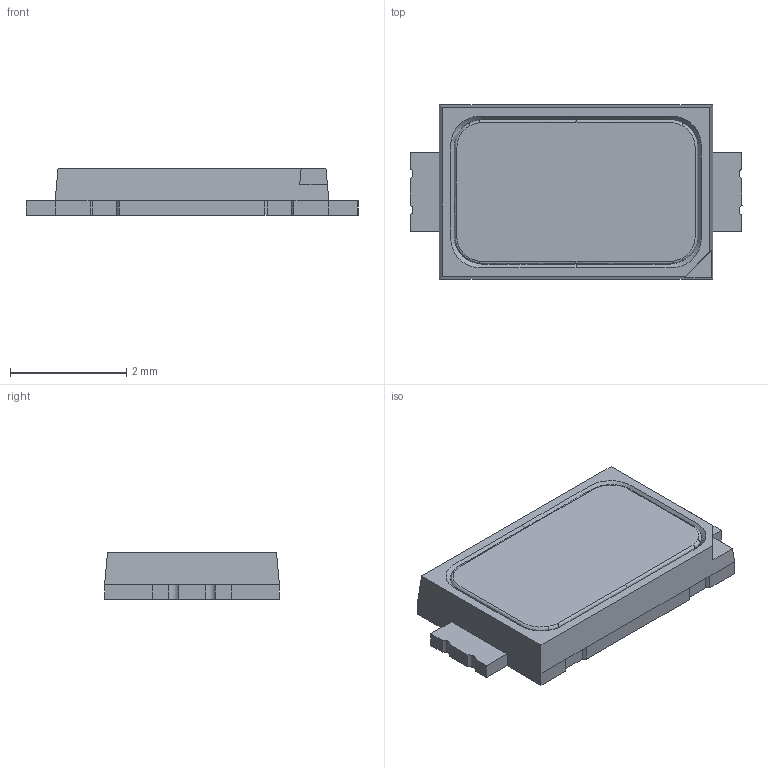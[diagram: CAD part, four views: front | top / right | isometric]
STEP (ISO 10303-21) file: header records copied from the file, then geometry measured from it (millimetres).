
FILE_DESCRIPTION(/* description */ (''),/* implementation_level */ '2;1');
FILE_NAME(/* name */ 'LED 5730',/* time_stamp */ '2019-02-02T19:12:37+01:00',/* author */ (''),/* organization */ (''),/* preprocessor_version */ 'ST-DEVELOPER v16.5',/* originating_system */ '',/* authorisation */ '');
FILE_SCHEMA (('AUTOMOTIVE_DESIGN'));
Length unit declared in the file: millimetre
Products named in the file (1): Document
Bounding box: 5.7 x 3 x 0.8 mm (x, y, z)
Volume: 11.3 mm3; surface area: 83.1 mm2
Topology: 4 solids, 4 shells, 138 faces, 362 edges, 231 vertices
Faces by surface type: bspline 94, plane 44
Entity records: 6538 total; most frequent: CARTESIAN_POINT 4459, ORIENTED_EDGE 724, EDGE_CURVE 362, VERTEX_POINT 231, EDGE_LOOP 145, ADVANCED_FACE 138, FACE_OUTER_BOUND 138, B_SPLINE_CURVE_WITH_KNOTS 132
